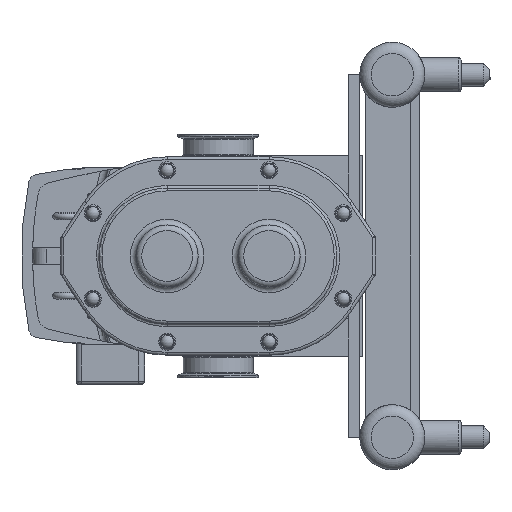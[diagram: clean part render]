
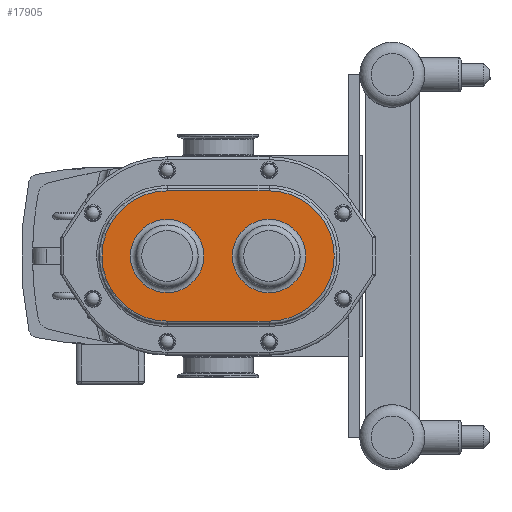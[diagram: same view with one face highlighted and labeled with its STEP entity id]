
A CAD part, left-side view. The second image highlights one B-rep face of the part: STEP entity #17905.
In plain terms, the highlighted planar face has unit normal (-1, 0, 0).
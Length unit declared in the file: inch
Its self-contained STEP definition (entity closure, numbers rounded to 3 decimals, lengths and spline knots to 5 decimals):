
#806=CIRCLE('',#19109,2.875);
#810=CIRCLE('',#19116,2.875);
#844=CIRCLE('',#19180,1.62);
#845=CIRCLE('',#19182,1.62);
#1757=FACE_BOUND('',#3672,.T.);
#1758=FACE_BOUND('',#3673,.T.);
#1974=PLANE('',#19181);
#2602=FACE_OUTER_BOUND('',#3671,.T.);
#3671=EDGE_LOOP('',(#13408,#13409,#13410,#13411));
#3672=EDGE_LOOP('',(#13412));
#3673=EDGE_LOOP('',(#13413));
#4890=LINE('',#28526,#6216);
#4892=LINE('',#28531,#6218);
#6216=VECTOR('',#21976,0.3937);
#6218=VECTOR('',#21980,0.3937);
#7840=VERTEX_POINT('',#28516);
#7841=VERTEX_POINT('',#28518);
#7843=VERTEX_POINT('',#28524);
#7845=VERTEX_POINT('',#28530);
#7872=VERTEX_POINT('',#29039);
#7873=VERTEX_POINT('',#29043);
#9863=EDGE_CURVE('',#7840,#7841,#806,.T.);
#9867=EDGE_CURVE('',#7843,#7840,#4890,.T.);
#9869=EDGE_CURVE('',#7841,#7845,#4892,.T.);
#9872=EDGE_CURVE('',#7845,#7843,#810,.T.);
#9930=EDGE_CURVE('',#7872,#7872,#844,.T.);
#9931=EDGE_CURVE('',#7873,#7873,#845,.T.);
#13408=ORIENTED_EDGE('',*,*,#9867,.F.);
#13409=ORIENTED_EDGE('',*,*,#9872,.F.);
#13410=ORIENTED_EDGE('',*,*,#9869,.F.);
#13411=ORIENTED_EDGE('',*,*,#9863,.F.);
#13412=ORIENTED_EDGE('',*,*,#9930,.F.);
#13413=ORIENTED_EDGE('',*,*,#9931,.F.);
#17905=ADVANCED_FACE('',(#2602,#1757,#1758),#1974,.T.);
#19109=AXIS2_PLACEMENT_3D('',#28519,#21967,#21968);
#19116=AXIS2_PLACEMENT_3D('',#28556,#21985,#21986);
#19180=AXIS2_PLACEMENT_3D('',#29041,#22135,#22136);
#19181=AXIS2_PLACEMENT_3D('',#29042,#22137,#22138);
#19182=AXIS2_PLACEMENT_3D('',#29044,#22139,#22140);
#21967=DIRECTION('center_axis',(1.,0.,0.));
#21968=DIRECTION('ref_axis',(0.,-1.,0.));
#21976=DIRECTION('',(0.,-1.,0.));
#21980=DIRECTION('',(0.,1.,0.));
#21985=DIRECTION('center_axis',(1.,0.,0.));
#21986=DIRECTION('ref_axis',(0.,1.,0.));
#22135=DIRECTION('center_axis',(-1.,0.,0.));
#22136=DIRECTION('ref_axis',(0.,0.,1.));
#22137=DIRECTION('center_axis',(-1.,0.,0.));
#22138=DIRECTION('ref_axis',(0.,0.,-1.));
#22139=DIRECTION('center_axis',(-1.,0.,0.));
#22140=DIRECTION('ref_axis',(0.,0.,1.));
#28516=CARTESIAN_POINT('',(-1.02,-2.25,2.875));
#28518=CARTESIAN_POINT('',(-1.02,-2.25,-2.875));
#28519=CARTESIAN_POINT('Origin',(-1.02,-2.25,0.));
#28524=CARTESIAN_POINT('',(-1.02,2.25,2.875));
#28526=CARTESIAN_POINT('',(-1.02,-1.125,2.875));
#28530=CARTESIAN_POINT('',(-1.02,2.25,-2.875));
#28531=CARTESIAN_POINT('',(-1.02,1.125,-2.875));
#28556=CARTESIAN_POINT('Origin',(-1.02,2.25,0.));
#29039=CARTESIAN_POINT('',(-1.02,-2.25,-1.62));
#29041=CARTESIAN_POINT('Origin',(-1.02,-2.25,0.));
#29042=CARTESIAN_POINT('Origin',(-1.02,0.,0.));
#29043=CARTESIAN_POINT('',(-1.02,2.25,-1.62));
#29044=CARTESIAN_POINT('Origin',(-1.02,2.25,0.));
